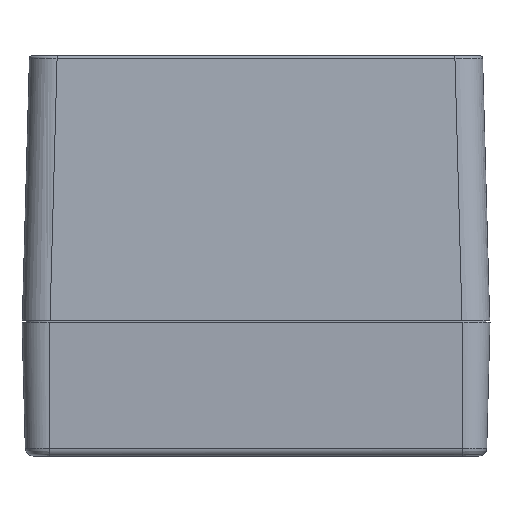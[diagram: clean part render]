
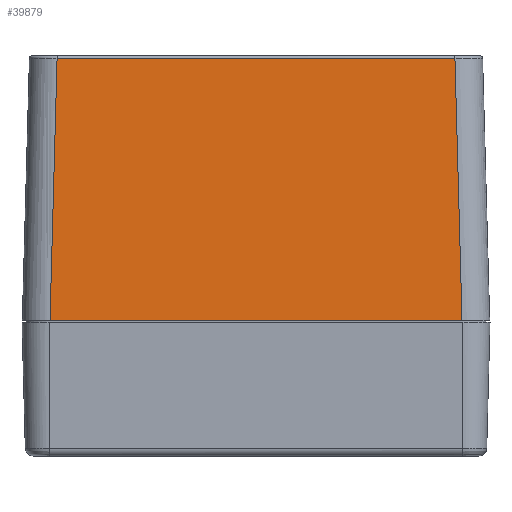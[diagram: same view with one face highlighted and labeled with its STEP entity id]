
A CAD part, left-side view. The second image highlights one B-rep face of the part: STEP entity #39879.
In plain terms, the highlighted planar face has unit normal (-1, 0, 0.027).
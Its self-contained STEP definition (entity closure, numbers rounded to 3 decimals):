
#1645 = ORIENTED_EDGE ( 'NONE', *, *, #11969, .F. ) ;
#5760 = CARTESIAN_POINT ( 'NONE',  ( -52.418, 46.208, -95.971 ) ) ;
#6713 = CARTESIAN_POINT ( 'NONE',  ( -50.828, -44.617, -37.12 ) ) ;
#7346 = VECTOR ( 'NONE', #20508, 1000. ) ;
#11969 = EDGE_CURVE ( 'NONE', #36146, #24426, #20383, .T. ) ;
#14568 = AXIS2_PLACEMENT_3D ( 'NONE', #51218, #51146, #50466 ) ;
#15034 = FACE_OUTER_BOUND ( 'NONE', #52444, .T. ) ;
#16616 = CARTESIAN_POINT ( 'NONE',  ( -52.418, -46.208, -95.971 ) ) ;
#16758 = VERTEX_POINT ( 'NONE', #5760 ) ;
#19906 = CARTESIAN_POINT ( 'NONE',  ( -50.828, 44.617, -37.12 ) ) ;
#20065 = VECTOR ( 'NONE', #49030, 1000. ) ;
#20172 = ORIENTED_EDGE ( 'NONE', *, *, #32342, .F. ) ;
#20313 = CARTESIAN_POINT ( 'NONE',  ( -50.828, 0., -37.12 ) ) ;
#20383 = LINE ( 'NONE', #20313, #7346 ) ;
#20508 = DIRECTION ( 'NONE',  ( 0., -1., 0. ) ) ;
#23984 = VERTEX_POINT ( 'NONE', #16616 ) ;
#24426 = VERTEX_POINT ( 'NONE', #6713 ) ;
#31548 = LINE ( 'NONE', #49970, #20065 ) ;
#31848 = LINE ( 'NONE', #40965, #52431 ) ;
#32342 = EDGE_CURVE ( 'NONE', #24426, #23984, #31548, .T. ) ;
#36146 = VERTEX_POINT ( 'NONE', #19906 ) ;
#36989 = ORIENTED_EDGE ( 'NONE', *, *, #51074, .F. ) ;
#39879 = ADVANCED_FACE ( 'NONE', ( #15034 ), #55371, .F. ) ;
#40522 = DIRECTION ( 'NONE',  ( 0., 1., 0. ) ) ;
#40965 = CARTESIAN_POINT ( 'NONE',  ( -52.418, 0., -95.971 ) ) ;
#41051 = VECTOR ( 'NONE', #45359, 1000. ) ;
#45359 = DIRECTION ( 'NONE',  ( 0.027, -0.027, 0.999 ) ) ;
#45409 = CARTESIAN_POINT ( 'NONE',  ( -51.624, 45.414, -66.581 ) ) ;
#48147 = ORIENTED_EDGE ( 'NONE', *, *, #55124, .F. ) ;
#49030 = DIRECTION ( 'NONE',  ( -0.027, -0.027, -0.999 ) ) ;
#49970 = CARTESIAN_POINT ( 'NONE',  ( -50.828, -44.617, -37.12 ) ) ;
#49993 = LINE ( 'NONE', #45409, #41051 ) ;
#50466 = DIRECTION ( 'NONE',  ( -0.027, 0., -1. ) ) ;
#51074 = EDGE_CURVE ( 'NONE', #16758, #36146, #49993, .T. ) ;
#51146 = DIRECTION ( 'NONE',  ( 1., 0., -0.027 ) ) ;
#51218 = CARTESIAN_POINT ( 'NONE',  ( -50.814, 0., -36.631 ) ) ;
#52431 = VECTOR ( 'NONE', #40522, 1000. ) ;
#52444 = EDGE_LOOP ( 'NONE', ( #48147, #20172, #1645, #36989 ) ) ;
#55124 = EDGE_CURVE ( 'NONE', #23984, #16758, #31848, .T. ) ;
#55371 = PLANE ( 'NONE',  #14568 ) ;
